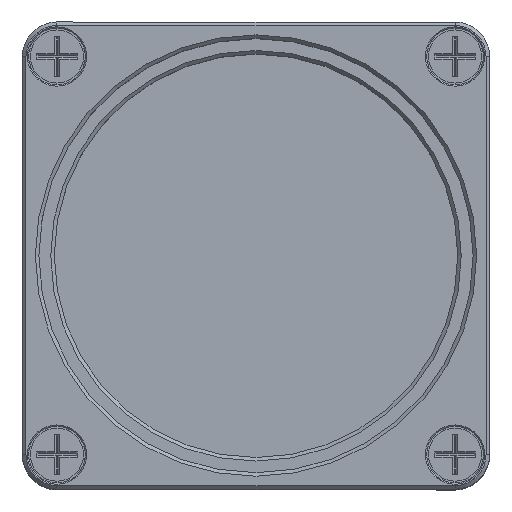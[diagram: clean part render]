
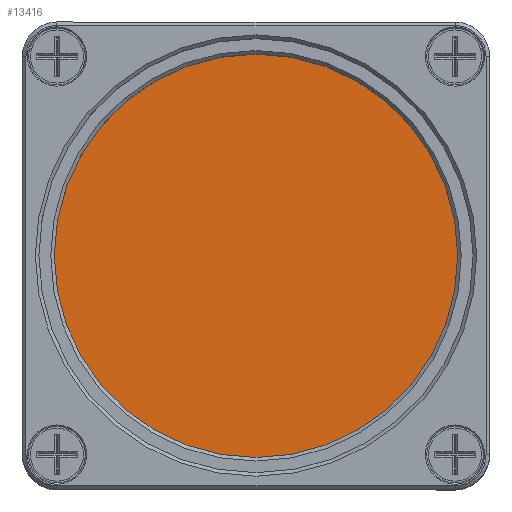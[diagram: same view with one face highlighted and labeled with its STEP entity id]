
A CAD part, top view. The second image highlights one B-rep face of the part: STEP entity #13416.
In plain terms, the highlighted face is planar.
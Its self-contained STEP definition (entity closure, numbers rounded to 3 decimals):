
#6514=FACE_OUTER_BOUND('',#25993,.T.);
#13416=ADVANCED_FACE('',(#6514),#19170,.F.);
#19170=PLANE('',#139943);
#25993=EDGE_LOOP('',(#53583));
#31769=CIRCLE('',#139940,12.5);
#53583=ORIENTED_EDGE('',*,*,#94921,.F.);
#78814=VERTEX_POINT('',#202875);
#94921=EDGE_CURVE('',#78814,#78814,#31769,.T.);
#139940=AXIS2_PLACEMENT_3D('',#202874,#164436,#164437);
#139943=AXIS2_PLACEMENT_3D('',#202878,#164442,#164443);
#164436=DIRECTION('',(0.,0.,1.));
#164437=DIRECTION('',(1.,0.,0.));
#164442=DIRECTION('',(0.,0.,1.));
#164443=DIRECTION('',(1.,0.,0.));
#202874=CARTESIAN_POINT('',(0.,0.,0.));
#202875=CARTESIAN_POINT('',(12.5,0.,0.));
#202878=CARTESIAN_POINT('',(0.,0.,0.));
